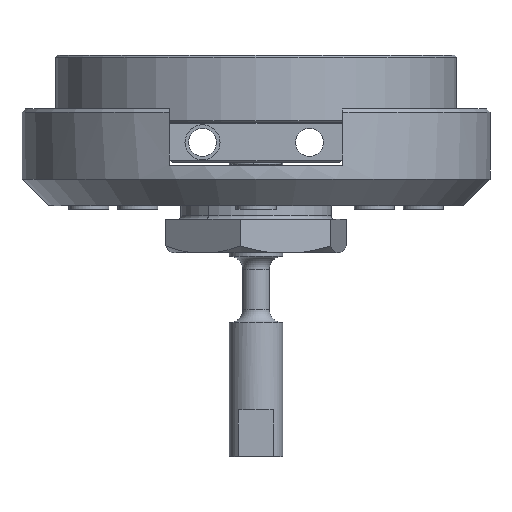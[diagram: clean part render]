
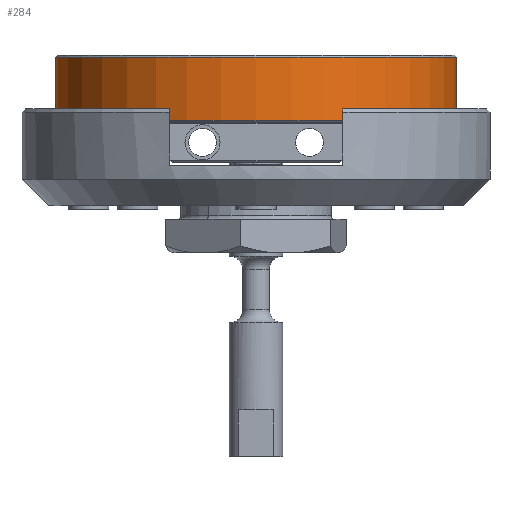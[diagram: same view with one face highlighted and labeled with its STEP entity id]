
A CAD part, front view. The second image highlights one B-rep face of the part: STEP entity #284.
In plain terms, the highlighted cylindrical face has radius 60 mm (diameter 120 mm), a partial arc.
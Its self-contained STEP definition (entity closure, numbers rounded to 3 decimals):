
#284 = ADVANCED_FACE ( 'NONE', ( #6689 ), #6660, .T. ) ;
#1453 = EDGE_LOOP ( 'NONE', ( #3095, #3113, #3118, #3121 ) ) ;
#2249 = EDGE_CURVE ( 'NONE', #3895, #3878, #7339, .T. ) ;
#2295 = EDGE_CURVE ( 'NONE', #3872, #3905, #6846, .T. ) ;
#2297 = EDGE_CURVE ( 'NONE', #3895, #3905, #7932, .T. ) ;
#2493 = EDGE_CURVE ( 'NONE', #3878, #3872, #7757, .T. ) ;
#3095 = ORIENTED_EDGE ( 'NONE', *, *, #2297, .F. ) ;
#3113 = ORIENTED_EDGE ( 'NONE', *, *, #2249, .T. ) ;
#3118 = ORIENTED_EDGE ( 'NONE', *, *, #2493, .T. ) ;
#3121 = ORIENTED_EDGE ( 'NONE', *, *, #2295, .T. ) ;
#3872 = VERTEX_POINT ( 'NONE', #4502 ) ;
#3878 = VERTEX_POINT ( 'NONE', #4599 ) ;
#3895 = VERTEX_POINT ( 'NONE', #4586 ) ;
#3905 = VERTEX_POINT ( 'NONE', #4555 ) ;
#4502 = CARTESIAN_POINT ( 'NONE',  ( -60., 0., 0.5 ) ) ;
#4555 = CARTESIAN_POINT ( 'NONE',  ( 60., 0., 0.5 ) ) ;
#4586 = CARTESIAN_POINT ( 'NONE',  ( 60., 0., 19.5 ) ) ;
#4599 = CARTESIAN_POINT ( 'NONE',  ( -60., 0., 19.5 ) ) ;
#6653 = DIRECTION ( 'NONE',  ( 0., 0., -1. ) ) ;
#6660 = CYLINDRICAL_SURFACE ( 'NONE', #7098, 60. ) ;
#6689 = FACE_OUTER_BOUND ( 'NONE', #1453, .T. ) ;
#6690 = DIRECTION ( 'NONE',  ( -1., 0., 0. ) ) ;
#6693 = CARTESIAN_POINT ( 'NONE',  ( 0., 0., 20. ) ) ;
#6836 = VECTOR ( 'NONE', #7957, 1000. ) ;
#6842 = AXIS2_PLACEMENT_3D ( 'NONE', #7906, #7907, #7909 ) ;
#6846 = CIRCLE ( 'NONE', #6842, 60. ) ;
#7098 = AXIS2_PLACEMENT_3D ( 'NONE', #6693, #6653, #6690 ) ;
#7339 = CIRCLE ( 'NONE', #7388, 60. ) ;
#7388 = AXIS2_PLACEMENT_3D ( 'NONE', #7793, #7812, #7804 ) ;
#7757 = LINE ( 'NONE', #7766, #8666 ) ;
#7766 = CARTESIAN_POINT ( 'NONE',  ( -60., 0., 20. ) ) ;
#7769 = DIRECTION ( 'NONE',  ( 0., 0., -1. ) ) ;
#7793 = CARTESIAN_POINT ( 'NONE',  ( 0., 0., 19.5 ) ) ;
#7804 = DIRECTION ( 'NONE',  ( -1., 0., 0. ) ) ;
#7812 = DIRECTION ( 'NONE',  ( 0., 0., -1. ) ) ;
#7902 = CARTESIAN_POINT ( 'NONE',  ( 60., 0., 20. ) ) ;
#7906 = CARTESIAN_POINT ( 'NONE',  ( 0., 0., 0.5 ) ) ;
#7907 = DIRECTION ( 'NONE',  ( 0., 0., 1. ) ) ;
#7909 = DIRECTION ( 'NONE',  ( -1., 0., 0. ) ) ;
#7932 = LINE ( 'NONE', #7902, #6836 ) ;
#7957 = DIRECTION ( 'NONE',  ( 0., 0., -1. ) ) ;
#8666 = VECTOR ( 'NONE', #7769, 1000. ) ;
